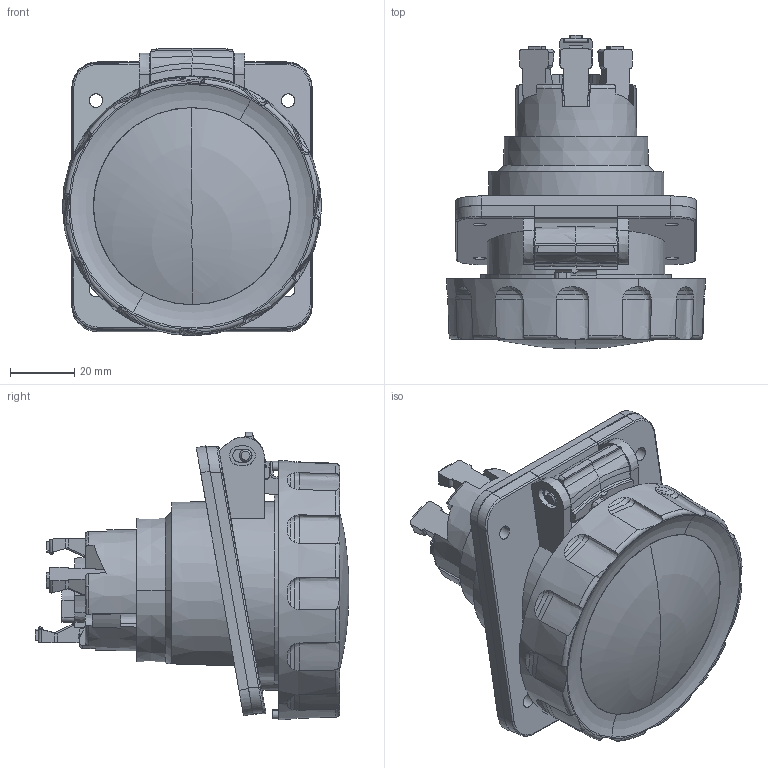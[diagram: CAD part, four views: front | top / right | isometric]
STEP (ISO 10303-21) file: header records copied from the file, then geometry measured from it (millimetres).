
FILE_DESCRIPTION((''),'2;1');
FILE_NAME('GW62231FH_SW0001','2020-10-08T15:27:02',('user'),('Axiro Italia'),'CREO PARAMETRIC BY PTC INC, 2020074','CREO PARAMETRIC BY PTC INC, 2020074','');
FILE_SCHEMA(('CONFIG_CONTROL_DESIGN'));
Length unit declared in the file: millimetre
Products named in the file (1): GW62231FH_SW0001
Bounding box: 80.89 x 97.97 x 89.72 mm (x, y, z)
Volume: 240091.8 mm3; surface area: 40933.5 mm2
Topology: 1 solids, 1 shells, 751 faces, 2256 edges, 1495 vertices
Faces by surface type: plane 355, cylinder 205, bspline 110, cone 47, torus 26, extrusion 6, sphere 2
Entity records: 33914 total; most frequent: CARTESIAN_POINT 15264, ORIENTED_EDGE 4506, DIRECTION 2981, EDGE_CURVE 2253, VERTEX_POINT 1495, VECTOR 1099, LINE 1093, AXIS2_PLACEMENT_3D 941
